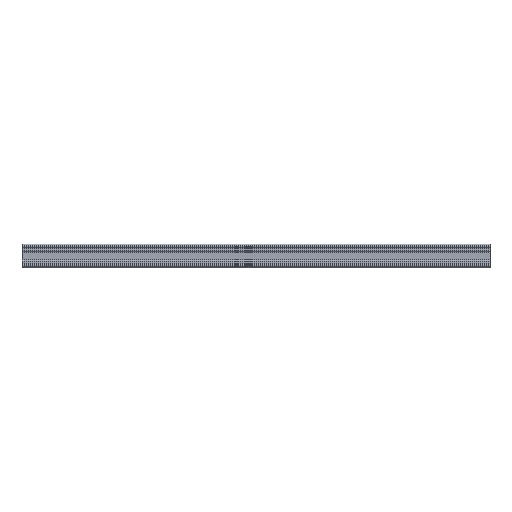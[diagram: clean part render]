
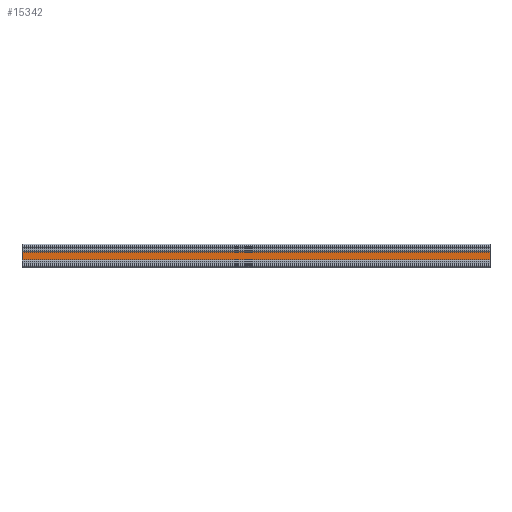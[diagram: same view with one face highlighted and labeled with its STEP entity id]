
A CAD part, left-side view. The second image highlights one B-rep face of the part: STEP entity #15342.
In plain terms, the highlighted planar face has unit normal (-1, 0, 0).
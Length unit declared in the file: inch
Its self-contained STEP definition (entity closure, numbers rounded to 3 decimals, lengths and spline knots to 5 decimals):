
#536 = ORIENTED_EDGE ( 'NONE', *, *, #14737, .T. ) ;
#2934 = CARTESIAN_POINT ( 'NONE',  ( -0.2145, 15., -0.18217 ) ) ;
#2992 = VECTOR ( 'NONE', #15422, 39.37008 ) ;
#3736 = CARTESIAN_POINT ( 'NONE',  ( -0.2145, 0., 0. ) ) ;
#4640 = DIRECTION ( 'NONE',  ( 0., 0., -1. ) ) ;
#5051 = LINE ( 'NONE', #31221, #2992 ) ;
#7095 = FACE_OUTER_BOUND ( 'NONE', #19885, .T. ) ;
#11088 = VERTEX_POINT ( 'NONE', #21567 ) ;
#12353 = EDGE_CURVE ( 'NONE', #11088, #18854, #22473, .T. ) ;
#14737 = EDGE_CURVE ( 'NONE', #17607, #11088, #5051, .T. ) ;
#15342 = ADVANCED_FACE ( 'NONE', ( #7095 ), #19826, .F. ) ;
#15422 = DIRECTION ( 'NONE',  ( 0., -1., 0. ) ) ;
#15968 = LINE ( 'NONE', #33648, #29145 ) ;
#17607 = VERTEX_POINT ( 'NONE', #2934 ) ;
#17723 = DIRECTION ( 'NONE',  ( 0., 0., 1. ) ) ;
#18483 = AXIS2_PLACEMENT_3D ( 'NONE', #26207, #30907, #4640 ) ;
#18854 = VERTEX_POINT ( 'NONE', #33911 ) ;
#19826 = PLANE ( 'NONE',  #18483 ) ;
#19885 = EDGE_LOOP ( 'NONE', ( #21607, #536, #32941, #20331 ) ) ;
#20331 = ORIENTED_EDGE ( 'NONE', *, *, #29215, .F. ) ;
#21567 = CARTESIAN_POINT ( 'NONE',  ( -0.2145, 0., -0.18217 ) ) ;
#21607 = ORIENTED_EDGE ( 'NONE', *, *, #21957, .F. ) ;
#21957 = EDGE_CURVE ( 'NONE', #17607, #31240, #15968, .T. ) ;
#22473 = LINE ( 'NONE', #3736, #31583 ) ;
#24283 = DIRECTION ( 'NONE',  ( 0., -1., 0. ) ) ;
#26207 = CARTESIAN_POINT ( 'NONE',  ( -0.2145, 15.16603, 0. ) ) ;
#27006 = CARTESIAN_POINT ( 'NONE',  ( -0.2145, 15., 0.18217 ) ) ;
#27139 = CARTESIAN_POINT ( 'NONE',  ( -0.2145, 15., 0.18217 ) ) ;
#27314 = VECTOR ( 'NONE', #24283, 39.37008 ) ;
#29145 = VECTOR ( 'NONE', #17723, 39.37008 ) ;
#29215 = EDGE_CURVE ( 'NONE', #31240, #18854, #31122, .T. ) ;
#30907 = DIRECTION ( 'NONE',  ( 1., 0., 0. ) ) ;
#31122 = LINE ( 'NONE', #27139, #27314 ) ;
#31221 = CARTESIAN_POINT ( 'NONE',  ( -0.2145, 15., -0.18217 ) ) ;
#31240 = VERTEX_POINT ( 'NONE', #27006 ) ;
#31583 = VECTOR ( 'NONE', #32567, 39.37008 ) ;
#32567 = DIRECTION ( 'NONE',  ( 0., 0., 1. ) ) ;
#32941 = ORIENTED_EDGE ( 'NONE', *, *, #12353, .T. ) ;
#33648 = CARTESIAN_POINT ( 'NONE',  ( -0.2145, 15., 0. ) ) ;
#33911 = CARTESIAN_POINT ( 'NONE',  ( -0.2145, 0., 0.18217 ) ) ;
